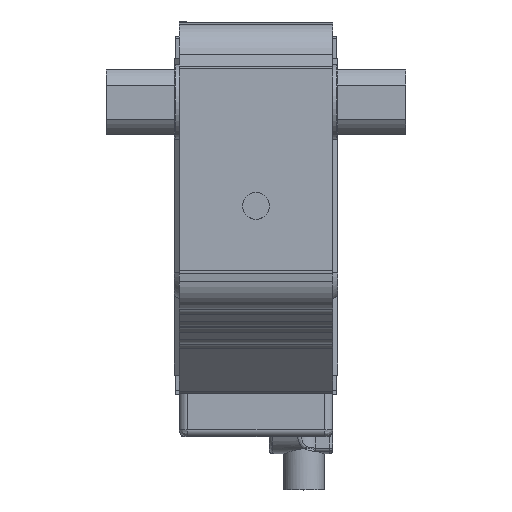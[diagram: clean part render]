
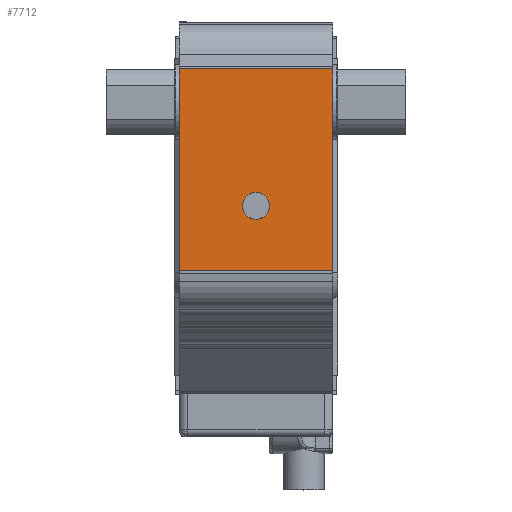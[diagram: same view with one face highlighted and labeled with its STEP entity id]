
A CAD part, top view. The second image highlights one B-rep face of the part: STEP entity #7712.
In plain terms, the highlighted planar face has unit normal (0, 0, 1).
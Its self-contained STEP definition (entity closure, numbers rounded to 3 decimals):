
#129=FACE_BOUND('',#1153,.T.);
#397=PLANE('',#8521);
#711=FACE_OUTER_BOUND('',#1152,.T.);
#1152=EDGE_LOOP('',(#6595,#6596,#6597,#6598));
#1153=EDGE_LOOP('',(#6599));
#1770=LINE('',#12739,#2440);
#1790=LINE('',#12805,#2460);
#1791=LINE('',#12809,#2461);
#1792=LINE('',#12810,#2462);
#2440=VECTOR('',#10287,10.);
#2460=VECTOR('',#10349,10.);
#2461=VECTOR('',#10354,10.);
#2462=VECTOR('',#10355,10.);
#2978=CIRCLE('',#8430,3.95);
#3631=VERTEX_POINT('',#12452);
#3723=VERTEX_POINT('',#12736);
#3724=VERTEX_POINT('',#12738);
#3749=VERTEX_POINT('',#12804);
#3750=VERTEX_POINT('',#12808);
#4587=EDGE_CURVE('',#3631,#3631,#2978,.T.);
#4723=EDGE_CURVE('',#3724,#3723,#1770,.T.);
#4755=EDGE_CURVE('',#3724,#3749,#1790,.T.);
#4757=EDGE_CURVE('',#3723,#3750,#1791,.T.);
#4758=EDGE_CURVE('',#3750,#3749,#1792,.T.);
#6595=ORIENTED_EDGE('',*,*,#4723,.T.);
#6596=ORIENTED_EDGE('',*,*,#4757,.T.);
#6597=ORIENTED_EDGE('',*,*,#4758,.T.);
#6598=ORIENTED_EDGE('',*,*,#4755,.F.);
#6599=ORIENTED_EDGE('',*,*,#4587,.T.);
#7712=ADVANCED_FACE('',(#711,#129),#397,.T.);
#8430=AXIS2_PLACEMENT_3D('',#12454,#10047,#10048);
#8521=AXIS2_PLACEMENT_3D('',#12807,#10352,#10353);
#10047=DIRECTION('center_axis',(0.,0.,-1.));
#10048=DIRECTION('ref_axis',(-1.,0.,0.));
#10287=DIRECTION('',(0.,1.,0.));
#10349=DIRECTION('',(-1.,0.,0.));
#10352=DIRECTION('center_axis',(0.,0.,1.));
#10353=DIRECTION('ref_axis',(0.,-1.,0.));
#10354=DIRECTION('',(-1.,0.,0.));
#10355=DIRECTION('',(0.,-1.,0.));
#12452=CARTESIAN_POINT('',(3.95,-30.5,51.5));
#12454=CARTESIAN_POINT('Origin',(0.,-30.5,51.5));
#12736=CARTESIAN_POINT('',(22.5,9.689,51.5));
#12738=CARTESIAN_POINT('',(22.5,-49.563,51.5));
#12739=CARTESIAN_POINT('',(22.5,4.845,51.5));
#12804=CARTESIAN_POINT('',(-22.5,-49.563,51.5));
#12805=CARTESIAN_POINT('',(0.,-49.563,51.5));
#12807=CARTESIAN_POINT('Origin',(0.,9.689,51.5));
#12808=CARTESIAN_POINT('',(-22.5,9.689,51.5));
#12809=CARTESIAN_POINT('',(0.,9.689,51.5));
#12810=CARTESIAN_POINT('',(-22.5,4.845,51.5));
